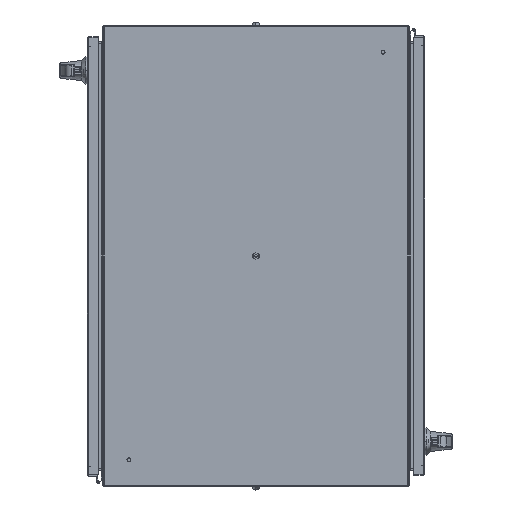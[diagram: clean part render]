
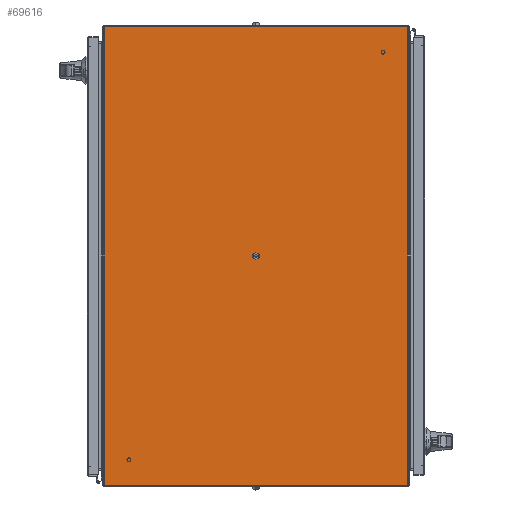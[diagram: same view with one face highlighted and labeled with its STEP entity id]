
A CAD part, front view. The second image highlights one B-rep face of the part: STEP entity #69616.
In plain terms, the highlighted face is planar.
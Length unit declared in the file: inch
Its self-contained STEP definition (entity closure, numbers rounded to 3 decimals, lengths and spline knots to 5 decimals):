
#6616 = CARTESIAN_POINT ( 'NONE',  ( 17.935, -11.887, 0. ) ) ;
#18536 = DIRECTION ( 'NONE',  ( 0., 1., 0. ) ) ;
#25588 = FACE_OUTER_BOUND ( 'NONE', #70652, .T. ) ;
#26735 = DIRECTION ( 'NONE',  ( -1., 0., 0. ) ) ;
#29921 = VECTOR ( 'NONE', #18536, 39.37008 ) ;
#35548 = DIRECTION ( 'NONE',  ( 0., -1., 0. ) ) ;
#38293 = EDGE_CURVE ( 'NONE', #128135, #57500, #120678, .T. ) ;
#52557 = LINE ( 'NONE', #6616, #131540 ) ;
#55810 = EDGE_CURVE ( 'NONE', #162435, #128135, #178693, .T. ) ;
#57500 = VERTEX_POINT ( 'NONE', #70895 ) ;
#58754 = ORIENTED_EDGE ( 'NONE', *, *, #38293, .F. ) ;
#62399 = CARTESIAN_POINT ( 'NONE',  ( 17.935, 11.887, 0. ) ) ;
#65697 = ORIENTED_EDGE ( 'NONE', *, *, #90933, .F. ) ;
#69616 = ADVANCED_FACE ( 'NONE', ( #25588 ), #176065, .F. ) ;
#70463 = AXIS2_PLACEMENT_3D ( 'NONE', #191610, #148722, #161107 ) ;
#70652 = EDGE_LOOP ( 'NONE', ( #58754, #148438, #65697, #137487 ) ) ;
#70895 = CARTESIAN_POINT ( 'NONE',  ( -17.935, 11.887, 0. ) ) ;
#78732 = CARTESIAN_POINT ( 'NONE',  ( 17.935, 12.03, 0. ) ) ;
#82178 = CARTESIAN_POINT ( 'NONE',  ( -17.935, 12.03, 0. ) ) ;
#83417 = VECTOR ( 'NONE', #26735, 39.37008 ) ;
#83659 = CARTESIAN_POINT ( 'NONE',  ( -17.935, -11.887, 0. ) ) ;
#90933 = EDGE_CURVE ( 'NONE', #184830, #162435, #52557, .T. ) ;
#120678 = LINE ( 'NONE', #191513, #83417 ) ;
#128135 = VERTEX_POINT ( 'NONE', #62399 ) ;
#131540 = VECTOR ( 'NONE', #156410, 39.37008 ) ;
#137487 = ORIENTED_EDGE ( 'NONE', *, *, #166368, .F. ) ;
#148438 = ORIENTED_EDGE ( 'NONE', *, *, #55810, .F. ) ;
#148722 = DIRECTION ( 'NONE',  ( 0., 0., 1. ) ) ;
#156410 = DIRECTION ( 'NONE',  ( 1., 0., 0. ) ) ;
#161107 = DIRECTION ( 'NONE',  ( 1., 0., 0. ) ) ;
#162435 = VERTEX_POINT ( 'NONE', #179958 ) ;
#164836 = VECTOR ( 'NONE', #35548, 39.37008 ) ;
#166368 = EDGE_CURVE ( 'NONE', #57500, #184830, #171945, .T. ) ;
#171945 = LINE ( 'NONE', #82178, #164836 ) ;
#176065 = PLANE ( 'NONE',  #70463 ) ;
#178693 = LINE ( 'NONE', #78732, #29921 ) ;
#179958 = CARTESIAN_POINT ( 'NONE',  ( 17.935, -11.887, 0. ) ) ;
#184830 = VERTEX_POINT ( 'NONE', #83659 ) ;
#191513 = CARTESIAN_POINT ( 'NONE',  ( 17.935, 11.887, 0. ) ) ;
#191610 = CARTESIAN_POINT ( 'NONE',  ( 17.935, 12.03, 0. ) ) ;
